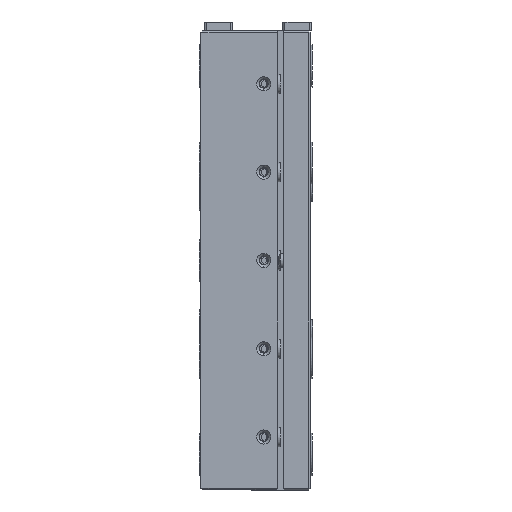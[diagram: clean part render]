
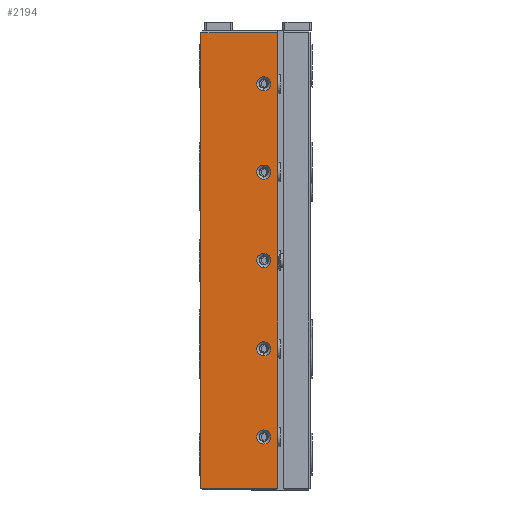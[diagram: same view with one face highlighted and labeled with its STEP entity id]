
A CAD part, left-side view. The second image highlights one B-rep face of the part: STEP entity #2194.
In plain terms, the highlighted face is planar.
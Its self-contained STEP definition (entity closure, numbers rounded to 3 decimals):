
#124 = AXIS2_PLACEMENT_3D ( 'NONE', #41924, #21520, #104960 ) ;
#2109 = CARTESIAN_POINT ( 'NONE',  ( 37.5, 18.3, 0. ) ) ;
#2194 = ADVANCED_FACE ( 'NONE', ( #28997, #119827, #103524, #48343, #53381, #132898 ), #7346, .T. ) ;
#3346 = CARTESIAN_POINT ( 'NONE',  ( 37.5, 0.5, 64.5 ) ) ;
#3675 = EDGE_CURVE ( 'NONE', #95767, #40840, #52719, .T. ) ;
#4030 = CARTESIAN_POINT ( 'NONE',  ( 37.5, 18.3, 52. ) ) ;
#7252 = CARTESIAN_POINT ( 'NONE',  ( 37.5, 18.3, -25. ) ) ;
#7346 = PLANE ( 'NONE',  #129580 ) ;
#7942 = DIRECTION ( 'NONE',  ( 0., 0., -1. ) ) ;
#8289 = CARTESIAN_POINT ( 'NONE',  ( 37.5, 18.3, -52. ) ) ;
#8413 = AXIS2_PLACEMENT_3D ( 'NONE', #2109, #126886, #64752 ) ;
#8950 = AXIS2_PLACEMENT_3D ( 'NONE', #7252, #37541, #110228 ) ;
#12094 = EDGE_CURVE ( 'NONE', #133126, #34203, #129358, .T. ) ;
#12837 = EDGE_CURVE ( 'NONE', #34203, #82085, #65874, .T. ) ;
#14683 = VECTOR ( 'NONE', #36805, 1000. ) ;
#15706 = ORIENTED_EDGE ( 'NONE', *, *, #127727, .F. ) ;
#17022 = ORIENTED_EDGE ( 'NONE', *, *, #60023, .F. ) ;
#18166 = DIRECTION ( 'NONE',  ( 1., 0., 0. ) ) ;
#21091 = CIRCLE ( 'NONE', #90862, 2. ) ;
#21520 = DIRECTION ( 'NONE',  ( 1., 0., 0. ) ) ;
#25267 = DIRECTION ( 'NONE',  ( 0., 0., -1. ) ) ;
#25902 = CIRCLE ( 'NONE', #73621, 2. ) ;
#26412 = CARTESIAN_POINT ( 'NONE',  ( 37.5, 0.5, -65. ) ) ;
#27502 = VERTEX_POINT ( 'NONE', #57103 ) ;
#27622 = ORIENTED_EDGE ( 'NONE', *, *, #105679, .F. ) ;
#28997 = FACE_BOUND ( 'NONE', #71262, .T. ) ;
#29558 = EDGE_LOOP ( 'NONE', ( #27622, #41168 ) ) ;
#30343 = DIRECTION ( 'NONE',  ( 0., 1., 0. ) ) ;
#31587 = CARTESIAN_POINT ( 'NONE',  ( 37.5, 18.3, 0. ) ) ;
#34203 = VERTEX_POINT ( 'NONE', #91117 ) ;
#34676 = DIRECTION ( 'NONE',  ( 0., 0., -1. ) ) ;
#36805 = DIRECTION ( 'NONE',  ( 0., 0., -1. ) ) ;
#37541 = DIRECTION ( 'NONE',  ( 1., 0., 0. ) ) ;
#37837 = CIRCLE ( 'NONE', #93373, 2. ) ;
#39217 = CARTESIAN_POINT ( 'NONE',  ( 37.5, 18.3, -2. ) ) ;
#39563 = EDGE_CURVE ( 'NONE', #82085, #107134, #87684, .T. ) ;
#40840 = VERTEX_POINT ( 'NONE', #118051 ) ;
#41168 = ORIENTED_EDGE ( 'NONE', *, *, #85755, .F. ) ;
#41924 = CARTESIAN_POINT ( 'NONE',  ( 37.5, 18.3, -50. ) ) ;
#44292 = VERTEX_POINT ( 'NONE', #76990 ) ;
#48262 = DIRECTION ( 'NONE',  ( 1., 0., 0. ) ) ;
#48343 = FACE_BOUND ( 'NONE', #50205, .T. ) ;
#48621 = ORIENTED_EDGE ( 'NONE', *, *, #12837, .T. ) ;
#50205 = EDGE_LOOP ( 'NONE', ( #75753, #17022 ) ) ;
#50789 = ORIENTED_EDGE ( 'NONE', *, *, #105807, .F. ) ;
#52719 = CIRCLE ( 'NONE', #8950, 2. ) ;
#53381 = FACE_BOUND ( 'NONE', #87418, .T. ) ;
#53622 = ORIENTED_EDGE ( 'NONE', *, *, #39563, .T. ) ;
#54653 = CARTESIAN_POINT ( 'NONE',  ( 37.5, 18.3, -27. ) ) ;
#55156 = CARTESIAN_POINT ( 'NONE',  ( 37.5, 18.3, 25. ) ) ;
#55332 = AXIS2_PLACEMENT_3D ( 'NONE', #80226, #99746, #58986 ) ;
#55607 = CARTESIAN_POINT ( 'NONE',  ( 37.5, 0.5, -64.5 ) ) ;
#57103 = CARTESIAN_POINT ( 'NONE',  ( 37.5, 18.3, 27. ) ) ;
#57715 = CARTESIAN_POINT ( 'NONE',  ( 37.5, 0., -65. ) ) ;
#58228 = CIRCLE ( 'NONE', #83320, 2. ) ;
#58568 = CARTESIAN_POINT ( 'NONE',  ( 37.5, 18.3, -25. ) ) ;
#58612 = DIRECTION ( 'NONE',  ( 0., 1., 0. ) ) ;
#58854 = ORIENTED_EDGE ( 'NONE', *, *, #3675, .F. ) ;
#58986 = DIRECTION ( 'NONE',  ( 0., 0., -1. ) ) ;
#59013 = ORIENTED_EDGE ( 'NONE', *, *, #114647, .F. ) ;
#59060 = ORIENTED_EDGE ( 'NONE', *, *, #86353, .T. ) ;
#59912 = CARTESIAN_POINT ( 'NONE',  ( 37.5, 22.3, -64.5 ) ) ;
#60023 = EDGE_CURVE ( 'NONE', #27502, #44292, #69205, .T. ) ;
#61500 = EDGE_CURVE ( 'NONE', #96328, #129623, #58228, .T. ) ;
#62065 = LINE ( 'NONE', #102425, #95945 ) ;
#64752 = DIRECTION ( 'NONE',  ( 0., 0., -1. ) ) ;
#65874 = LINE ( 'NONE', #68071, #83654 ) ;
#68071 = CARTESIAN_POINT ( 'NONE',  ( 37.5, 0.5, 64.5 ) ) ;
#69024 = DIRECTION ( 'NONE',  ( 1., 0., 0. ) ) ;
#69205 = CIRCLE ( 'NONE', #55332, 2. ) ;
#70551 = CARTESIAN_POINT ( 'NONE',  ( 37.5, 22.3, -65. ) ) ;
#71262 = EDGE_LOOP ( 'NONE', ( #59013, #130508 ) ) ;
#73621 = AXIS2_PLACEMENT_3D ( 'NONE', #99514, #48262, #7942 ) ;
#75753 = ORIENTED_EDGE ( 'NONE', *, *, #112370, .F. ) ;
#76346 = VERTEX_POINT ( 'NONE', #93457 ) ;
#76990 = CARTESIAN_POINT ( 'NONE',  ( 37.5, 18.3, 23. ) ) ;
#78572 = ORIENTED_EDGE ( 'NONE', *, *, #12094, .T. ) ;
#80226 = CARTESIAN_POINT ( 'NONE',  ( 37.5, 18.3, 25. ) ) ;
#80927 = DIRECTION ( 'NONE',  ( 0., 0., 1. ) ) ;
#82085 = VERTEX_POINT ( 'NONE', #3346 ) ;
#82982 = DIRECTION ( 'NONE',  ( 0., 0., -1. ) ) ;
#83320 = AXIS2_PLACEMENT_3D ( 'NONE', #87433, #97827, #25267 ) ;
#83654 = VECTOR ( 'NONE', #119751, 1000. ) ;
#84800 = DIRECTION ( 'NONE',  ( 1., 0., 0. ) ) ;
#85489 = VERTEX_POINT ( 'NONE', #4030 ) ;
#85755 = EDGE_CURVE ( 'NONE', #76346, #129219, #37837, .T. ) ;
#86353 = EDGE_CURVE ( 'NONE', #107134, #133126, #62065, .T. ) ;
#87304 = DIRECTION ( 'NONE',  ( 1., 0., 0. ) ) ;
#87418 = EDGE_LOOP ( 'NONE', ( #111096, #50789 ) ) ;
#87433 = CARTESIAN_POINT ( 'NONE',  ( 37.5, 18.3, -50. ) ) ;
#87684 = LINE ( 'NONE', #26412, #14683 ) ;
#87834 = CIRCLE ( 'NONE', #124, 2. ) ;
#90390 = CIRCLE ( 'NONE', #98793, 2. ) ;
#90862 = AXIS2_PLACEMENT_3D ( 'NONE', #58568, #18166, #131157 ) ;
#91117 = CARTESIAN_POINT ( 'NONE',  ( 37.5, 22.3, 64.5 ) ) ;
#91395 = VERTEX_POINT ( 'NONE', #121499 ) ;
#93373 = AXIS2_PLACEMENT_3D ( 'NONE', #31587, #103686, #104154 ) ;
#93382 = CIRCLE ( 'NONE', #132429, 2. ) ;
#93457 = CARTESIAN_POINT ( 'NONE',  ( 37.5, 18.3, 2. ) ) ;
#95767 = VERTEX_POINT ( 'NONE', #54653 ) ;
#95945 = VECTOR ( 'NONE', #30343, 1000. ) ;
#96328 = VERTEX_POINT ( 'NONE', #123563 ) ;
#97827 = DIRECTION ( 'NONE',  ( 1., 0., 0. ) ) ;
#98125 = EDGE_LOOP ( 'NONE', ( #58854, #15706 ) ) ;
#98793 = AXIS2_PLACEMENT_3D ( 'NONE', #55156, #87304, #34676 ) ;
#99514 = CARTESIAN_POINT ( 'NONE',  ( 37.5, 18.3, 50. ) ) ;
#99746 = DIRECTION ( 'NONE',  ( 1., 0., 0. ) ) ;
#100617 = CIRCLE ( 'NONE', #8413, 2. ) ;
#101718 = VECTOR ( 'NONE', #80927, 1000. ) ;
#102425 = CARTESIAN_POINT ( 'NONE',  ( 37.5, 0., -64.5 ) ) ;
#103524 = FACE_BOUND ( 'NONE', #29558, .T. ) ;
#103686 = DIRECTION ( 'NONE',  ( 1., 0., 0. ) ) ;
#104154 = DIRECTION ( 'NONE',  ( 0., 0., -1. ) ) ;
#104960 = DIRECTION ( 'NONE',  ( 0., 0., -1. ) ) ;
#105679 = EDGE_CURVE ( 'NONE', #129219, #76346, #100617, .T. ) ;
#105807 = EDGE_CURVE ( 'NONE', #85489, #91395, #25902, .T. ) ;
#107134 = VERTEX_POINT ( 'NONE', #55607 ) ;
#110228 = DIRECTION ( 'NONE',  ( 0., 0., -1. ) ) ;
#111096 = ORIENTED_EDGE ( 'NONE', *, *, #131900, .F. ) ;
#112370 = EDGE_CURVE ( 'NONE', #44292, #27502, #90390, .T. ) ;
#114339 = CARTESIAN_POINT ( 'NONE',  ( 37.5, 18.3, 50. ) ) ;
#114647 = EDGE_CURVE ( 'NONE', #129623, #96328, #87834, .T. ) ;
#118051 = CARTESIAN_POINT ( 'NONE',  ( 37.5, 18.3, -23. ) ) ;
#119751 = DIRECTION ( 'NONE',  ( 0., -1., 0. ) ) ;
#119827 = FACE_BOUND ( 'NONE', #98125, .T. ) ;
#121499 = CARTESIAN_POINT ( 'NONE',  ( 37.5, 18.3, 48. ) ) ;
#123563 = CARTESIAN_POINT ( 'NONE',  ( 37.5, 18.3, -48. ) ) ;
#126886 = DIRECTION ( 'NONE',  ( 1., 0., 0. ) ) ;
#127727 = EDGE_CURVE ( 'NONE', #40840, #95767, #21091, .T. ) ;
#129219 = VERTEX_POINT ( 'NONE', #39217 ) ;
#129358 = LINE ( 'NONE', #70551, #101718 ) ;
#129580 = AXIS2_PLACEMENT_3D ( 'NONE', #57715, #69024, #58612 ) ;
#129623 = VERTEX_POINT ( 'NONE', #8289 ) ;
#130508 = ORIENTED_EDGE ( 'NONE', *, *, #61500, .F. ) ;
#131157 = DIRECTION ( 'NONE',  ( 0., 0., -1. ) ) ;
#131900 = EDGE_CURVE ( 'NONE', #91395, #85489, #93382, .T. ) ;
#132429 = AXIS2_PLACEMENT_3D ( 'NONE', #114339, #84800, #82982 ) ;
#132898 = FACE_OUTER_BOUND ( 'NONE', #133919, .T. ) ;
#133126 = VERTEX_POINT ( 'NONE', #59912 ) ;
#133919 = EDGE_LOOP ( 'NONE', ( #78572, #48621, #53622, #59060 ) ) ;
